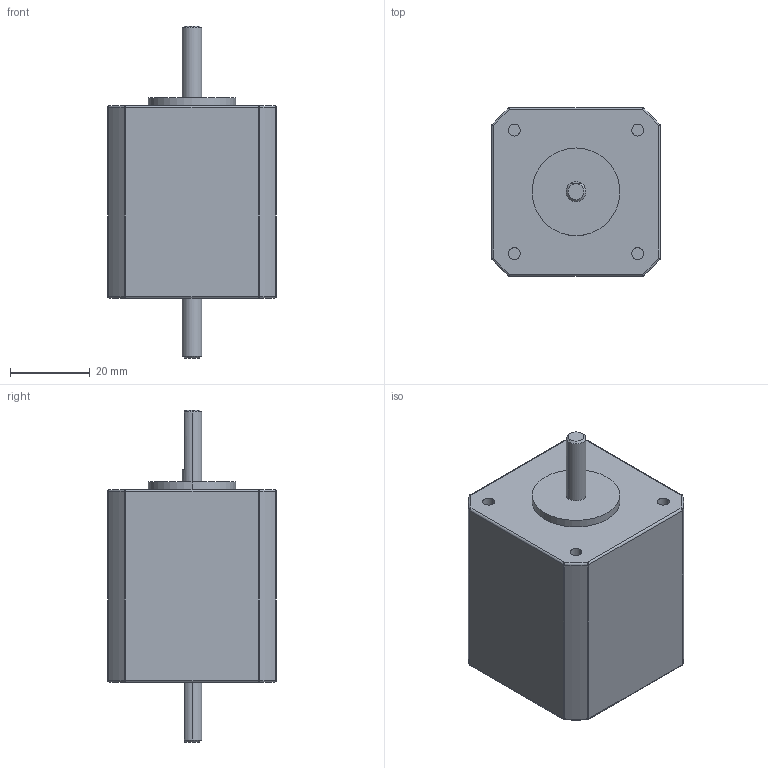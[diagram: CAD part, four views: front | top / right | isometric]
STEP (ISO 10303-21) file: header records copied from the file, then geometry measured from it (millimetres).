
FILE_DESCRIPTION (( 'STEP AP214' ), '1' );
FILE_NAME ('AM17HD6426-05N.STEP', '2014-02-27T11:29:53', ( 'jrww' ), ( 'jrww' ), 'SwSTEP 2.0', 'SolidWorks 2011', '' );
FILE_SCHEMA (( 'AUTOMOTIVE_DESIGN' ));
Length unit declared in the file: millimetre
Products named in the file (1): AM17HD6426-05N
Bounding box: 42.3 x 42.3 x 83.3 mm (x, y, z)
Volume: 85887.5 mm3; surface area: 12023.8 mm2
Topology: 1 solids, 1 shells, 93 faces, 194 edges, 106 vertices
Faces by surface type: cylinder 43, plane 20, sphere 16, torus 8, cone 6
Entity records: 2460 total; most frequent: DIRECTION 488, CARTESIAN_POINT 414, ORIENTED_EDGE 372, AXIS2_PLACEMENT_3D 212, EDGE_CURVE 186, CIRCLE 118, VERTEX_POINT 106, EDGE_LOOP 104
